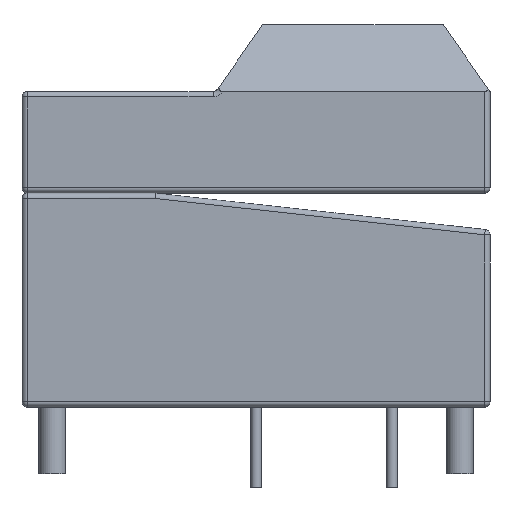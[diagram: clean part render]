
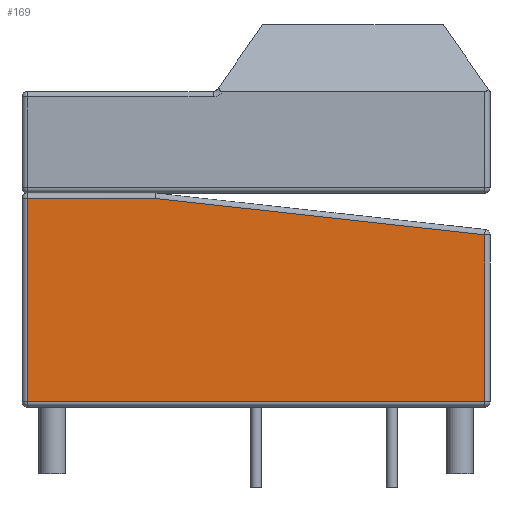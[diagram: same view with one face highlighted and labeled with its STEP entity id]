
A CAD part, left-side view. The second image highlights one B-rep face of the part: STEP entity #169.
In plain terms, the highlighted planar face has unit normal (-1, 0, 0).
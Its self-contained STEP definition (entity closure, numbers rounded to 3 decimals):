
#122=CARTESIAN_POINT('',(-6.146,3.762,7.8));
#123=VERTEX_POINT('',#122);
#124=CARTESIAN_POINT('',(-6.146,8.551,7.8));
#125=VERTEX_POINT('',#124);
#126=CARTESIAN_POINT('',(-6.146,8.751,7.8));
#127=DIRECTION('',(0.0,1.0,0.0));
#128=VECTOR('',#127,1.0);
#129=LINE('',#126,#128);
#130=EDGE_CURVE('n� 323',#123,#125,#129,.T.);
#131=ORIENTED_EDGE('',*,*,#130,.T.);
#132=CARTESIAN_POINT('',(-6.146,8.551,0.2));
#133=VERTEX_POINT('',#132);
#134=CARTESIAN_POINT('',(-6.146,8.551,8.0));
#135=DIRECTION('',(0.0,0.0,-1.0));
#136=VECTOR('',#135,1.0);
#137=LINE('',#134,#136);
#138=EDGE_CURVE('n� 330',#125,#133,#137,.T.);
#139=ORIENTED_EDGE('',*,*,#138,.T.);
#140=CARTESIAN_POINT('',(-6.146,-8.549,0.2));
#141=VERTEX_POINT('',#140);
#142=CARTESIAN_POINT('',(-6.146,8.751,0.2));
#143=DIRECTION('',(0.0,-1.0,-0.0));
#144=VECTOR('',#143,1.0);
#145=LINE('',#142,#144);
#146=EDGE_CURVE('n� 327',#133,#141,#145,.T.);
#147=ORIENTED_EDGE('',*,*,#146,.T.);
#148=CARTESIAN_POINT('',(-6.146,-8.549,6.441));
#149=VERTEX_POINT('',#148);
#150=CARTESIAN_POINT('',(-6.146,-8.549,8.0));
#151=DIRECTION('',(0.0,-0.0,1.0));
#152=VECTOR('',#151,1.0);
#153=LINE('',#150,#152);
#154=EDGE_CURVE('n� 315',#141,#149,#153,.T.);
#155=ORIENTED_EDGE('',*,*,#154,.T.);
#156=CARTESIAN_POINT('',(-6.146,3.773,7.801));
#157=DIRECTION('',(-0.0,0.994,0.11));
#158=VECTOR('',#157,1.0);
#159=LINE('',#156,#158);
#160=EDGE_CURVE('n� 319',#149,#123,#159,.T.);
#161=ORIENTED_EDGE('',*,*,#160,.T.);
#162=EDGE_LOOP('',(#131,#139,#147,#155,#161));
#163=FACE_OUTER_BOUND('',#162,.T.);
#164=CARTESIAN_POINT('',(-6.146,8.751,8.0));
#165=DIRECTION('',(1.0,0.0,0.0));
#166=DIRECTION('',(-0.0,1.0,0.0));
#167=AXIS2_PLACEMENT_3D('',#164,#165,#166);
#168=PLANE('',#167);
#169=ADVANCED_FACE('n� 85',(#163),#168,.F.);
